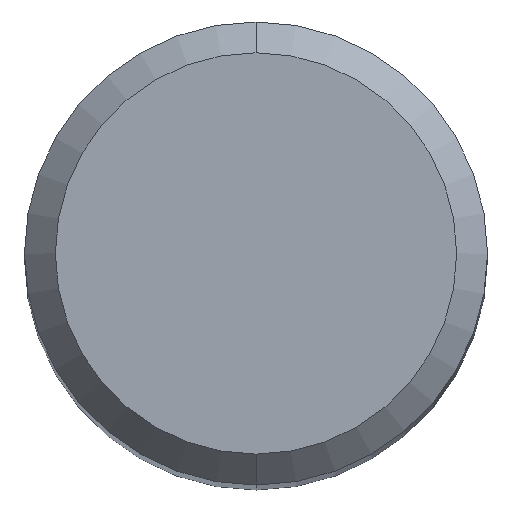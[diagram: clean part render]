
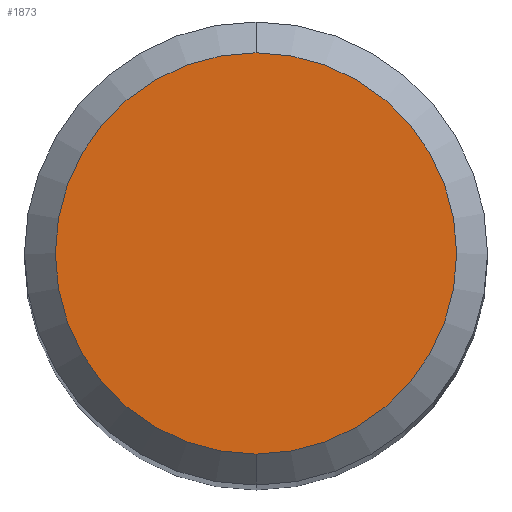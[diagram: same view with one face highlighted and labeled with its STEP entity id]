
A CAD part, top view. The second image highlights one B-rep face of the part: STEP entity #1873.
In plain terms, the highlighted planar face has unit normal (0, 0, 1).
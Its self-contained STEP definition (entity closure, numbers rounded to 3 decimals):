
#863=VERTEX_POINT('',#2227);
#973=EDGE_CURVE('',#1287,#863,#2347,.T.);
#1287=VERTEX_POINT('',#2689);
#1321=EDGE_CURVE('',#863,#1287,#2728,.T.);
#1873=ADVANCED_FACE('',(#3331),#3332,.T.);
#2227=CARTESIAN_POINT('',(0.,-2.6,0.0));
#2347=CIRCLE('',#6469,2.6);
#2689=CARTESIAN_POINT('',(0.0,2.6,0.0));
#2728=CIRCLE('',#10515,2.6);
#3331=FACE_OUTER_BOUND('',#16619,.T.);
#3332=PLANE('',#16620);
#6469=AXIS2_PLACEMENT_3D('',#18770,#18771,#18772);
#10515=AXIS2_PLACEMENT_3D('',#19118,#19119,#19120);
#16619=EDGE_LOOP('',(#19728,#19729));
#16620=AXIS2_PLACEMENT_3D('',#19730,#19731,#19732);
#18770=CARTESIAN_POINT('',(0.0,0.0,0.0));
#18771=DIRECTION('',(0.0,0.0,-1.0));
#18772=DIRECTION('',(0.0,1.0,0.0));
#19118=CARTESIAN_POINT('',(0.0,0.0,0.0));
#19119=DIRECTION('',(0.0,0.0,-1.0));
#19120=DIRECTION('',(0.0,1.0,0.0));
#19728=ORIENTED_EDGE('',*,*,#973,.F.);
#19729=ORIENTED_EDGE('',*,*,#1321,.F.);
#19730=CARTESIAN_POINT('',(0.0,1.3,0.0));
#19731=DIRECTION('',(-0.0,0.0,1.0));
#19732=DIRECTION('',(0.0,-1.0,0.0));
